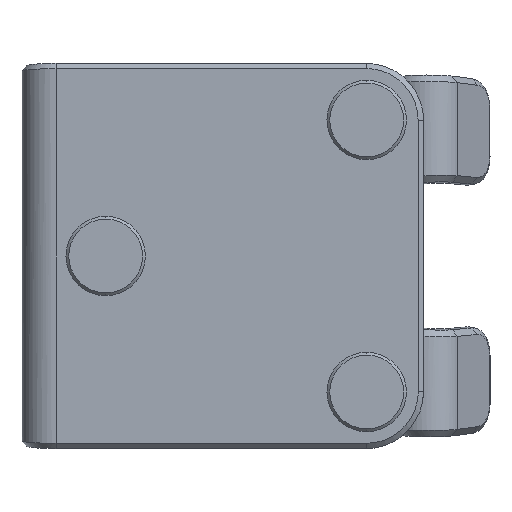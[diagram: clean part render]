
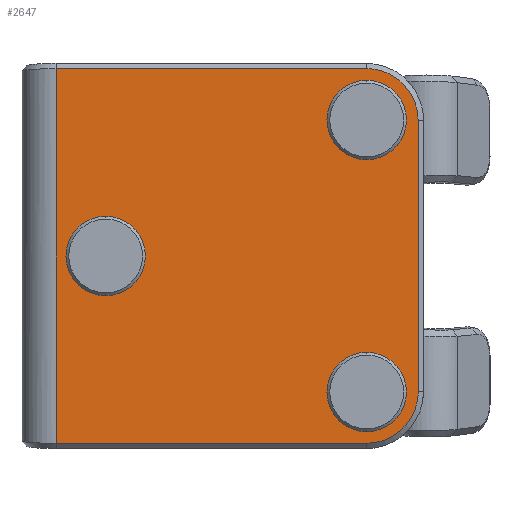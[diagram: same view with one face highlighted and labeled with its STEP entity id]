
A CAD part, front view. The second image highlights one B-rep face of the part: STEP entity #2647.
In plain terms, the highlighted planar face has unit normal (0, -1, 0).
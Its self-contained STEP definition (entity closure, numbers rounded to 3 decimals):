
#124 = LINE ( 'NONE', #895, #11300 ) ;
#134 = CARTESIAN_POINT ( 'NONE',  ( -2.79, 0., -29.452 ) ) ;
#231 = CARTESIAN_POINT ( 'NONE',  ( -10., 0., 33. ) ) ;
#268 = CARTESIAN_POINT ( 'NONE',  ( -10., 0., -33. ) ) ;
#280 = DIRECTION ( 'NONE',  ( 0., 1., 0. ) ) ;
#318 = EDGE_CURVE ( 'NONE', #2253, #5575, #2413, .T. ) ;
#440 = FACE_BOUND ( 'NONE', #8477, .T. ) ;
#482 = CARTESIAN_POINT ( 'NONE',  ( -10., 0., 23.971 ) ) ;
#509 = CARTESIAN_POINT ( 'NONE',  ( -56., 0., -7. ) ) ;
#511 = AXIS2_PLACEMENT_3D ( 'NONE', #482, #593, #4154 ) ;
#593 = DIRECTION ( 'NONE',  ( 0., 1., 0. ) ) ;
#667 = CARTESIAN_POINT ( 'NONE',  ( -0.932, 0., 24.5 ) ) ;
#785 = CARTESIAN_POINT ( 'NONE',  ( -3.169, 0., -29.916 ) ) ;
#895 = CARTESIAN_POINT ( 'NONE',  ( -64.741, 0., 34. ) ) ;
#907 = CARTESIAN_POINT ( 'NONE',  ( -4.007, 0., -30.757 ) ) ;
#914 = DIRECTION ( 'NONE',  ( 0., 1., 0. ) ) ;
#1339 = EDGE_CURVE ( 'NONE', #6934, #4453, #7664, .T. ) ;
#1580 = CARTESIAN_POINT ( 'NONE',  ( 0., 0., -33. ) ) ;
#1626 = DIRECTION ( 'NONE',  ( -1., 0., 0. ) ) ;
#1676 = CARTESIAN_POINT ( 'NONE',  ( -0.932, 0., 23.906 ) ) ;
#1707 = VECTOR ( 'NONE', #1626, 1000. ) ;
#1733 = CARTESIAN_POINT ( 'NONE',  ( -7.077, 0., -32.535 ) ) ;
#1741 = CARTESIAN_POINT ( 'NONE',  ( -8.812, 0., 33. ) ) ;
#1836 = CARTESIAN_POINT ( 'NONE',  ( -0.932, 0., 23.906 ) ) ;
#2174 = DIRECTION ( 'NONE',  ( 0., 0., 1. ) ) ;
#2250 = VECTOR ( 'NONE', #8576, 1000. ) ;
#2253 = VERTEX_POINT ( 'NONE', #1836 ) ;
#2389 = ORIENTED_EDGE ( 'NONE', *, *, #2862, .T. ) ;
#2413 = B_SPLINE_CURVE_WITH_KNOTS ( 'NONE', 3,
 ( #1676, #667, #5114, #4283, #6113, #9732, #8728, #11631, #7890, #4467, #1741, #11450 ),
 .UNSPECIFIED., .F., .F.,
 ( 4, 2, 2, 2, 2, 4 ),
 ( 0., 0.125, 0.25, 0.5, 0.75, 1. ),
 .UNSPECIFIED. ) ;
#2570 = DIRECTION ( 'NONE',  ( 0., 0., 1. ) ) ;
#2647 = ADVANCED_FACE ( 'NONE', ( #8550, #10164, #440, #6720 ), #4057, .F. ) ;
#2735 = EDGE_CURVE ( 'NONE', #2758, #2253, #5165, .T. ) ;
#2758 = VERTEX_POINT ( 'NONE', #5881 ) ;
#2862 = EDGE_CURVE ( 'NONE', #8922, #2758, #5056, .T. ) ;
#2929 = EDGE_CURVE ( 'NONE', #9830, #7037, #5619, .T. ) ;
#3429 = VERTEX_POINT ( 'NONE', #6732 ) ;
#3466 = CARTESIAN_POINT ( 'NONE',  ( -56., 0., 0. ) ) ;
#3506 = CARTESIAN_POINT ( 'NONE',  ( -5.982, 0., -32.08 ) ) ;
#3810 = CARTESIAN_POINT ( 'NONE',  ( -10., 0., -30.971 ) ) ;
#3995 = CIRCLE ( 'NONE', #10792, 7. ) ;
#4032 = EDGE_CURVE ( 'NONE', #3429, #8922, #4084, .T. ) ;
#4057 = PLANE ( 'NONE',  #11115 ) ;
#4084 = LINE ( 'NONE', #1580, #2250 ) ;
#4113 = ORIENTED_EDGE ( 'NONE', *, *, #1339, .T. ) ;
#4122 = DIRECTION ( 'NONE',  ( 0., 1., 0. ) ) ;
#4154 = DIRECTION ( 'NONE',  ( 0., 0., 1. ) ) ;
#4234 = ORIENTED_EDGE ( 'NONE', *, *, #4516, .T. ) ;
#4282 = CARTESIAN_POINT ( 'NONE',  ( -10., 0., -23.971 ) ) ;
#4283 = CARTESIAN_POINT ( 'NONE',  ( -1.222, 0., 26.263 ) ) ;
#4292 = EDGE_CURVE ( 'NONE', #4453, #6934, #3995, .T. ) ;
#4360 = ORIENTED_EDGE ( 'NONE', *, *, #10316, .T. ) ;
#4453 = VERTEX_POINT ( 'NONE', #509 ) ;
#4459 = CARTESIAN_POINT ( 'NONE',  ( -2.131, 0., -28.464 ) ) ;
#4467 = CARTESIAN_POINT ( 'NONE',  ( -7.625, 0., 32.763 ) ) ;
#4497 = CIRCLE ( 'NONE', #4879, 7. ) ;
#4516 = EDGE_CURVE ( 'NONE', #5575, #6982, #9928, .T. ) ;
#4580 = CARTESIAN_POINT ( 'NONE',  ( -1.849, 0., -27.935 ) ) ;
#4667 = CARTESIAN_POINT ( 'NONE',  ( -56., 0., 0. ) ) ;
#4751 = ORIENTED_EDGE ( 'NONE', *, *, #9075, .T. ) ;
#4879 = AXIS2_PLACEMENT_3D ( 'NONE', #4282, #914, #2570 ) ;
#5056 = B_SPLINE_CURVE_WITH_KNOTS ( 'NONE', 3,
 ( #8247, #7181, #9846, #7304, #1733, #3506, #9138, #8897, #907, #785, #134, #4459, #4580, #11688, #5524, #9974 ),
 .UNSPECIFIED., .F., .F.,
 ( 4, 2, 2, 2, 2, 2, 2, 4 ),
 ( 0., 0.125, 0.25, 0.375, 0.5, 0.625, 0.75, 1. ),
 .UNSPECIFIED. ) ;
#5114 = CARTESIAN_POINT ( 'NONE',  ( -0.991, 0., 25.097 ) ) ;
#5165 = LINE ( 'NONE', #9668, #6572 ) ;
#5302 = DIRECTION ( 'NONE',  ( 0., 0., 1. ) ) ;
#5428 = DIRECTION ( 'NONE',  ( 0., 1., 0. ) ) ;
#5524 = CARTESIAN_POINT ( 'NONE',  ( -0.932, 0., -25.097 ) ) ;
#5575 = VERTEX_POINT ( 'NONE', #231 ) ;
#5619 = CIRCLE ( 'NONE', #511, 7. ) ;
#5726 = DIRECTION ( 'NONE',  ( 0., 0., 1. ) ) ;
#5778 = CARTESIAN_POINT ( 'NONE',  ( -10., 0., 23.971 ) ) ;
#5785 = DIRECTION ( 'NONE',  ( 0., 1., 0. ) ) ;
#5881 = CARTESIAN_POINT ( 'NONE',  ( -0.932, 0., -23.906 ) ) ;
#6097 = CARTESIAN_POINT ( 'NONE',  ( -10., 0., 16.971 ) ) ;
#6113 = CARTESIAN_POINT ( 'NONE',  ( -1.395, 0., 26.837 ) ) ;
#6135 = AXIS2_PLACEMENT_3D ( 'NONE', #3466, #5428, #5302 ) ;
#6198 = ORIENTED_EDGE ( 'NONE', *, *, #4032, .T. ) ;
#6496 = EDGE_LOOP ( 'NONE', ( #6630, #6198, #2389, #11543, #9901, #4234 ) ) ;
#6572 = VECTOR ( 'NONE', #7886, 1000. ) ;
#6630 = ORIENTED_EDGE ( 'NONE', *, *, #8443, .T. ) ;
#6711 = ORIENTED_EDGE ( 'NONE', *, *, #7920, .T. ) ;
#6720 = FACE_OUTER_BOUND ( 'NONE', #6496, .T. ) ;
#6732 = CARTESIAN_POINT ( 'NONE',  ( -64.741, 0., -33. ) ) ;
#6851 = EDGE_LOOP ( 'NONE', ( #10972, #4360 ) ) ;
#6908 = AXIS2_PLACEMENT_3D ( 'NONE', #10461, #5785, #8510 ) ;
#6934 = VERTEX_POINT ( 'NONE', #11517 ) ;
#6982 = VERTEX_POINT ( 'NONE', #9068 ) ;
#7037 = VERTEX_POINT ( 'NONE', #6097 ) ;
#7181 = CARTESIAN_POINT ( 'NONE',  ( -9.407, 0., -33. ) ) ;
#7304 = CARTESIAN_POINT ( 'NONE',  ( -7.65, 0., -32.709 ) ) ;
#7645 = VERTEX_POINT ( 'NONE', #8809 ) ;
#7664 = CIRCLE ( 'NONE', #6135, 7. ) ;
#7666 = DIRECTION ( 'NONE',  ( 0., 0., 1. ) ) ;
#7886 = DIRECTION ( 'NONE',  ( 0., 0., 1. ) ) ;
#7890 = CARTESIAN_POINT ( 'NONE',  ( -5.434, 0., 31.853 ) ) ;
#7920 = EDGE_CURVE ( 'NONE', #7645, #10875, #8992, .T. ) ;
#8027 = CARTESIAN_POINT ( 'NONE',  ( 0., 0., 33. ) ) ;
#8139 = CARTESIAN_POINT ( 'NONE',  ( -10., 0., 30.971 ) ) ;
#8247 = CARTESIAN_POINT ( 'NONE',  ( -10., 0., -33. ) ) ;
#8439 = DIRECTION ( 'NONE',  ( 0., 1., 0. ) ) ;
#8443 = EDGE_CURVE ( 'NONE', #6982, #3429, #124, .T. ) ;
#8477 = EDGE_LOOP ( 'NONE', ( #6711, #4751 ) ) ;
#8510 = DIRECTION ( 'NONE',  ( 0., 0., 1. ) ) ;
#8550 = FACE_BOUND ( 'NONE', #6851, .T. ) ;
#8576 = DIRECTION ( 'NONE',  ( 1., 0., 0. ) ) ;
#8728 = CARTESIAN_POINT ( 'NONE',  ( -2.75, 0., 29.496 ) ) ;
#8809 = CARTESIAN_POINT ( 'NONE',  ( -10., 0., -16.971 ) ) ;
#8897 = CARTESIAN_POINT ( 'NONE',  ( -4.469, 0., -31.137 ) ) ;
#8922 = VERTEX_POINT ( 'NONE', #268 ) ;
#8992 = CIRCLE ( 'NONE', #6908, 7. ) ;
#9068 = CARTESIAN_POINT ( 'NONE',  ( -64.741, 0., 33. ) ) ;
#9075 = EDGE_CURVE ( 'NONE', #10875, #7645, #4497, .T. ) ;
#9088 = EDGE_LOOP ( 'NONE', ( #4113, #10208 ) ) ;
#9111 = AXIS2_PLACEMENT_3D ( 'NONE', #5778, #4122, #2174 ) ;
#9128 = DIRECTION ( 'NONE',  ( 0., 0., -1. ) ) ;
#9138 = CARTESIAN_POINT ( 'NONE',  ( -5.455, 0., -31.798 ) ) ;
#9292 = CIRCLE ( 'NONE', #9111, 7. ) ;
#9668 = CARTESIAN_POINT ( 'NONE',  ( -0.932, 0., 34. ) ) ;
#9732 = CARTESIAN_POINT ( 'NONE',  ( -2.076, 0., 28.484 ) ) ;
#9830 = VERTEX_POINT ( 'NONE', #8139 ) ;
#9846 = CARTESIAN_POINT ( 'NONE',  ( -8.812, 0., -32.941 ) ) ;
#9901 = ORIENTED_EDGE ( 'NONE', *, *, #318, .T. ) ;
#9928 = LINE ( 'NONE', #8027, #1707 ) ;
#9974 = CARTESIAN_POINT ( 'NONE',  ( -0.932, 0., -23.906 ) ) ;
#10164 = FACE_BOUND ( 'NONE', #9088, .T. ) ;
#10208 = ORIENTED_EDGE ( 'NONE', *, *, #4292, .T. ) ;
#10316 = EDGE_CURVE ( 'NONE', #7037, #9830, #9292, .T. ) ;
#10461 = CARTESIAN_POINT ( 'NONE',  ( -10., 0., -23.971 ) ) ;
#10792 = AXIS2_PLACEMENT_3D ( 'NONE', #4667, #280, #5726 ) ;
#10875 = VERTEX_POINT ( 'NONE', #3810 ) ;
#10972 = ORIENTED_EDGE ( 'NONE', *, *, #2929, .T. ) ;
#11115 = AXIS2_PLACEMENT_3D ( 'NONE', #11281, #8439, #7666 ) ;
#11281 = CARTESIAN_POINT ( 'NONE',  ( 0., 0., 34. ) ) ;
#11300 = VECTOR ( 'NONE', #9128, 1000. ) ;
#11450 = CARTESIAN_POINT ( 'NONE',  ( -10., 0., 33. ) ) ;
#11517 = CARTESIAN_POINT ( 'NONE',  ( -56., 0., 7. ) ) ;
#11543 = ORIENTED_EDGE ( 'NONE', *, *, #2735, .T. ) ;
#11631 = CARTESIAN_POINT ( 'NONE',  ( -4.426, 0., 31.177 ) ) ;
#11688 = CARTESIAN_POINT ( 'NONE',  ( -1.168, 0., -26.287 ) ) ;
